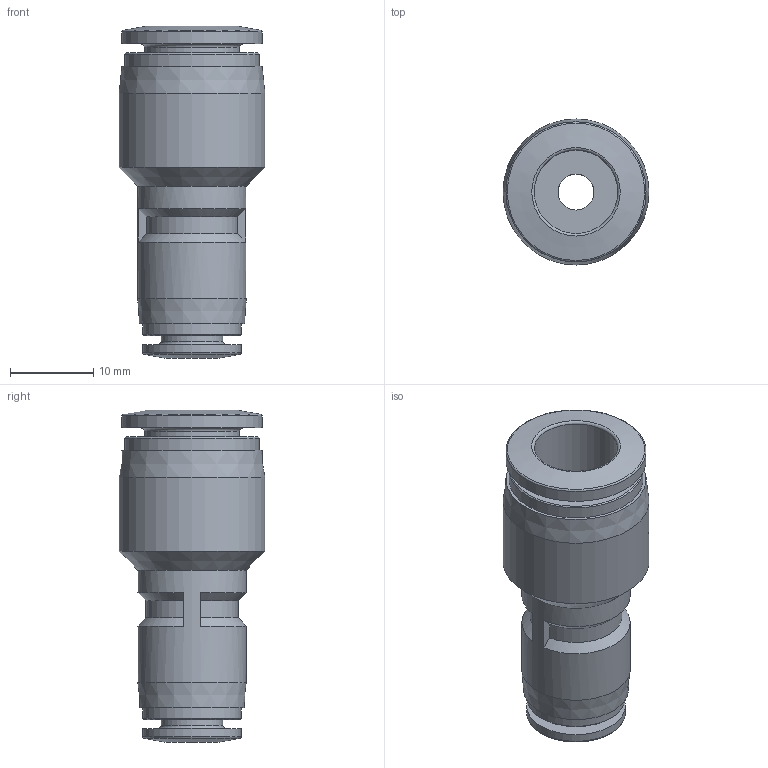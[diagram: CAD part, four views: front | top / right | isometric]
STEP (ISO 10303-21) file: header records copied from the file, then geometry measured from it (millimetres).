
FILE_DESCRIPTION(/* description */ ('STEP AP214'),/* implementation_level */ '2;1');
FILE_NAME(/* name */ '130607_QS-10-6',/* time_stamp */ '2024-09-11T09:35:04+02:00',/* author */ ('License CC BY-ND 4.0'),/* organization */ ('CADENAS'),/* preprocessor_version */ 'ST-DEVELOPER v19.3',/* originating_system */ 'PARTsolutions',/* authorisation */ ' ');
FILE_SCHEMA (('AUTOMOTIVE_DESIGN {1 0 10303 214 3 1 1}'));
Length unit declared in the file: millimetre
Products named in the file (1): 130607 QS-10-6
Bounding box: 17.5 x 17.5 x 39.8 mm (x, y, z)
Volume: 4501.4 mm3; surface area: 3487.6 mm2
Topology: 1 solids, 1 shells, 42 faces, 80 edges, 48 vertices
Faces by surface type: cylinder 13, plane 12, cone 11, torus 6
Full cylindrical faces by diameter (mm): 4.3 x1, 6 x1, 7.4 x1, 10 x1, 11.4 x1, 11.8 x2, 13 x1, 16.1 x1, 16.8 x1, 17.5 x1
Entity records: 1267 total; most frequent: DIRECTION 174, CARTESIAN_POINT 171, ORIENTED_EDGE 112, AXIS2_PLACEMENT_3D 83, EDGE_LOOP 76, FACE_BOUND 76, EDGE_CURVE 56, VERTEX_POINT 48
